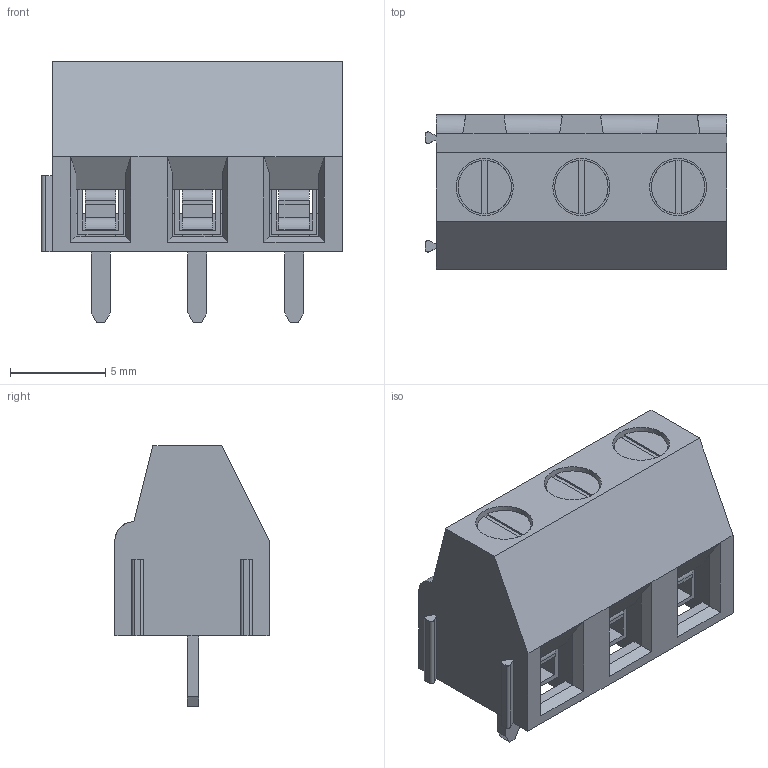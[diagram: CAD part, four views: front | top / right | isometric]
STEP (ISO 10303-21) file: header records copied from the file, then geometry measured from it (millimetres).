
FILE_DESCRIPTION (( 'STEP AP214' ), '1' );
FILE_NAME ('CONN-TH_3P-P5.08_DB127V-5.08-3P-GN-S.STEP', '2023-03-21T03:41:57', ( 'PC' ), ( 'Microsoft' ), 'SwSTEP 2.0', 'SolidWorks 2020', '' );
FILE_SCHEMA (( 'AUTOMOTIVE_DESIGN' ));
Length unit declared in the file: millimetre
Products named in the file (1): CONN-TH_3P-P5.08_DB127V-5.08-3P-GN-S
Bounding box: 15.83 x 8.1 x 13.7 mm (x, y, z)
Volume: 884.7 mm3; surface area: 1183.7 mm2
Topology: 1 solids, 1 shells, 470 faces, 1311 edges, 862 vertices
Faces by surface type: plane 321, bspline 98, cylinder 51
Entity records: 20691 total; most frequent: CARTESIAN_POINT 4007, ORIENTED_EDGE 2622, DIRECTION 1941, EDGE_CURVE 1311, VECTOR 997, LINE 997, VERTEX_POINT 862, EDGE_LOOP 513
